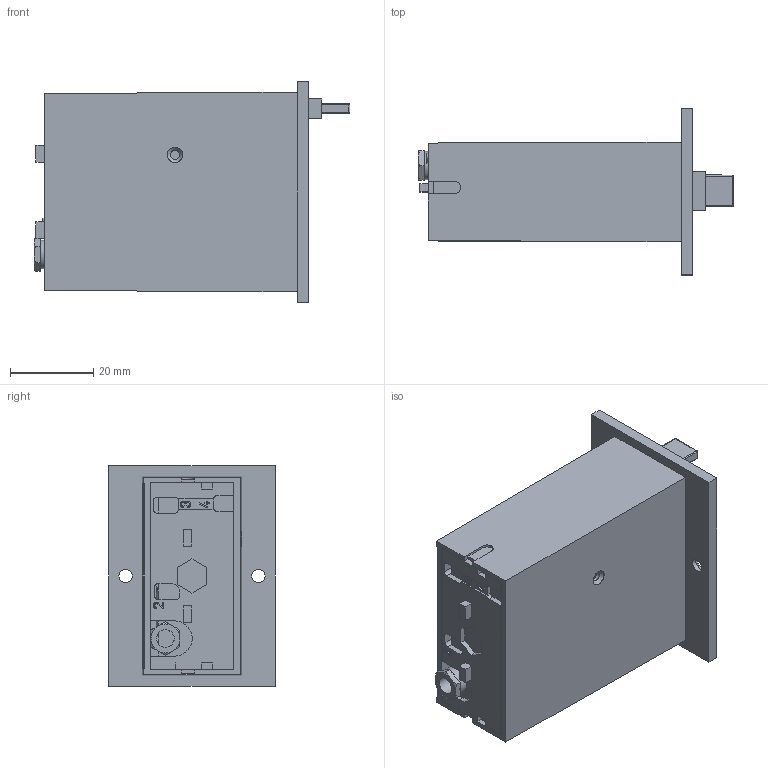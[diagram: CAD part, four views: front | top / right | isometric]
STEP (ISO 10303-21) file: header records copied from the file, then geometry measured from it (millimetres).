
FILE_DESCRIPTION(/* description */ (''),/* implementation_level */ '2;1');
FILE_NAME(/* name */ 'piz.stp',/* time_stamp */ '2018-03-22T14:29:57+01:00',/* author */ ('leitheußer'),/* organization */ (''),/* preprocessor_version */ 'ST-DEVELOPER v15.6',/* originating_system */ 'Autodesk Inventor LT ',/* authorisation */ '');
FILE_SCHEMA (('AUTOMOTIVE_DESIGN { 1 0 10303 214 3 1 1 }'));
Length unit declared in the file: inch
Products named in the file (1): 107599_3.804.110~0
Bounding box: 76.03 x 40 x 53 mm (x, y, z)
Volume: 68198.2 mm3; surface area: 23524.3 mm2
Topology: 3 solids, 4 shells, 670 faces, 1881 edges, 1240 vertices
Faces by surface type: plane 387, cylinder 263, cone 14, sphere 5, torus 1
Full cylindrical faces by diameter (mm): 2.2 x1, 3.2 x2, 3.7 x1, 4.2 x1, 5.8 x2, 6.8 x1
Entity records: 23594 total; most frequent: CARTESIAN_POINT 5366, ORIENTED_EDGE 3724, DIRECTION 3556, EDGE_CURVE 1862, LINE 1246, VECTOR 1246, VERTEX_POINT 1236, AXIS2_PLACEMENT_3D 1155
